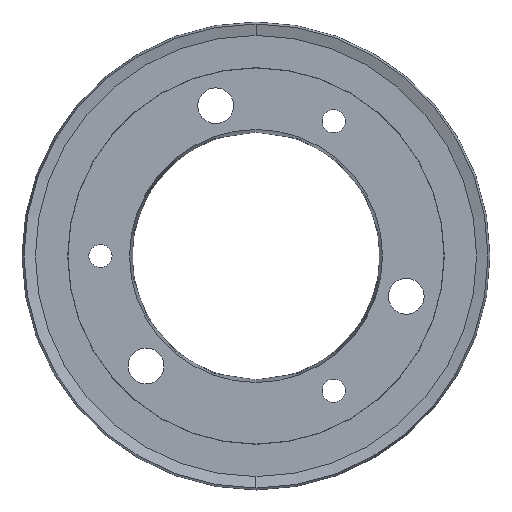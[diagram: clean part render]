
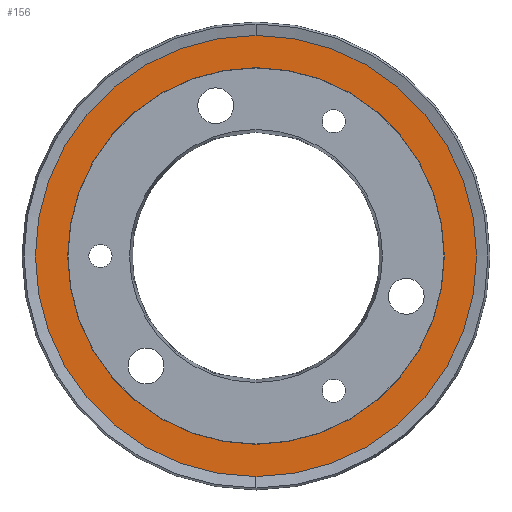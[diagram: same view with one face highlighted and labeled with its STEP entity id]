
A CAD part, left-side view. The second image highlights one B-rep face of the part: STEP entity #156.
In plain terms, the highlighted planar face has unit normal (-1, 0, 0).
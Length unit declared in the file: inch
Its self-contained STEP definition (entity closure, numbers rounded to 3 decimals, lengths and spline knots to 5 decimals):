
#156 = ADVANCED_FACE ( 'NONE', ( #8953, #6671 ), #9275, .F. ) ;
#810 = CARTESIAN_POINT ( 'NONE',  ( 0.83447, 1.60481, 3.28119 ) ) ;
#889 = DIRECTION ( 'NONE',  ( -1., 0., 0. ) ) ;
#905 = CARTESIAN_POINT ( 'NONE',  ( 0.83447, 1.60481, 1.37486 ) ) ;
#1512 = EDGE_LOOP ( 'NONE', ( #8388, #3795 ) ) ;
#1846 = CIRCLE ( 'NONE', #3808, 1.627 ) ;
#2007 = DIRECTION ( 'NONE',  ( 0., 0., 1. ) ) ;
#2047 = DIRECTION ( 'NONE',  ( -1., 0., 0. ) ) ;
#2050 = CARTESIAN_POINT ( 'NONE',  ( 0.83447, 3.51114, 3.28119 ) ) ;
#2117 = AXIS2_PLACEMENT_3D ( 'NONE', #11053, #2047, #2007 ) ;
#2332 = AXIS2_PLACEMENT_3D ( 'NONE', #10513, #7746, #5028 ) ;
#2743 = CARTESIAN_POINT ( 'NONE',  ( 0.83447, 1.60481, 5.18753 ) ) ;
#2936 = DIRECTION ( 'NONE',  ( -1., 0., 0. ) ) ;
#3110 = CARTESIAN_POINT ( 'NONE',  ( 0.83447, 1.60481, 1.65419 ) ) ;
#3637 = CIRCLE ( 'NONE', #2117, 1.90633 ) ;
#3795 = ORIENTED_EDGE ( 'NONE', *, *, #6755, .T. ) ;
#3808 = AXIS2_PLACEMENT_3D ( 'NONE', #810, #889, #7238 ) ;
#4765 = DIRECTION ( 'NONE',  ( 0., 0., -1. ) ) ;
#5028 = DIRECTION ( 'NONE',  ( 0., 0., 1. ) ) ;
#5067 = VERTEX_POINT ( 'NONE', #905 ) ;
#5419 = CARTESIAN_POINT ( 'NONE',  ( 0.83447, 1.60481, 4.90819 ) ) ;
#5462 = ORIENTED_EDGE ( 'NONE', *, *, #11429, .F. ) ;
#5992 = ORIENTED_EDGE ( 'NONE', *, *, #8482, .F. ) ;
#5996 = CIRCLE ( 'NONE', #7763, 1.627 ) ;
#6661 = CARTESIAN_POINT ( 'NONE',  ( 0.83447, 1.60481, 3.28119 ) ) ;
#6671 = FACE_OUTER_BOUND ( 'NONE', #1512, .T. ) ;
#6755 = EDGE_CURVE ( 'NONE', #5067, #6998, #8528, .T. ) ;
#6998 = VERTEX_POINT ( 'NONE', #2743 ) ;
#7238 = DIRECTION ( 'NONE',  ( 0., 0., 1. ) ) ;
#7746 = DIRECTION ( 'NONE',  ( -1., 0., 0. ) ) ;
#7763 = AXIS2_PLACEMENT_3D ( 'NONE', #6661, #2936, #11322 ) ;
#8362 = DIRECTION ( 'NONE',  ( 1., 0., 0. ) ) ;
#8388 = ORIENTED_EDGE ( 'NONE', *, *, #10235, .T. ) ;
#8395 = EDGE_LOOP ( 'NONE', ( #5992, #5462 ) ) ;
#8482 = EDGE_CURVE ( 'NONE', #10784, #10343, #1846, .T. ) ;
#8528 = CIRCLE ( 'NONE', #2332, 1.90633 ) ;
#8953 = FACE_BOUND ( 'NONE', #8395, .T. ) ;
#9275 = PLANE ( 'NONE',  #9772 ) ;
#9772 = AXIS2_PLACEMENT_3D ( 'NONE', #2050, #8362, #4765 ) ;
#10235 = EDGE_CURVE ( 'NONE', #6998, #5067, #3637, .T. ) ;
#10343 = VERTEX_POINT ( 'NONE', #3110 ) ;
#10513 = CARTESIAN_POINT ( 'NONE',  ( 0.83447, 1.60481, 3.28119 ) ) ;
#10784 = VERTEX_POINT ( 'NONE', #5419 ) ;
#11053 = CARTESIAN_POINT ( 'NONE',  ( 0.83447, 1.60481, 3.28119 ) ) ;
#11322 = DIRECTION ( 'NONE',  ( 0., 0., 1. ) ) ;
#11429 = EDGE_CURVE ( 'NONE', #10343, #10784, #5996, .T. ) ;
